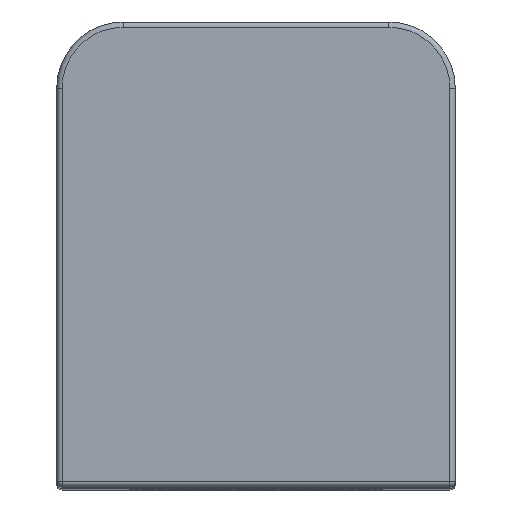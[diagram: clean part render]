
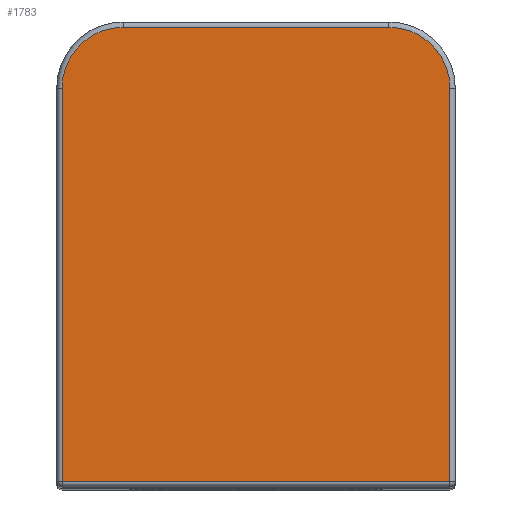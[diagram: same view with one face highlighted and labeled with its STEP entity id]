
A CAD part, top view. The second image highlights one B-rep face of the part: STEP entity #1783.
In plain terms, the highlighted face is planar.
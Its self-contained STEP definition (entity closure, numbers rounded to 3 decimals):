
#1570 = VERTEX_POINT ( 'NONE', #7682 ) ;
#1758 = ORIENTED_EDGE ( 'NONE', *, *, #1760, .T. ) ;
#1759 = EDGE_CURVE ( 'NONE', #1765, #1763, #8058, .T. ) ;
#1760 = EDGE_CURVE ( 'NONE', #1570, #1765, #8073, .T. ) ;
#1761 = VERTEX_POINT ( 'NONE', #8054 ) ;
#1763 = VERTEX_POINT ( 'NONE', #8071 ) ;
#1765 = VERTEX_POINT ( 'NONE', #8053 ) ;
#1766 = ORIENTED_EDGE ( 'NONE', *, *, #1769, .T. ) ;
#1768 = ORIENTED_EDGE ( 'NONE', *, *, #1759, .T. ) ;
#1769 = EDGE_CURVE ( 'NONE', #1763, #1761, #8106, .T. ) ;
#1770 = VERTEX_POINT ( 'NONE', #8050 ) ;
#1771 = ORIENTED_EDGE ( 'NONE', *, *, #1772, .T. ) ;
#1772 = EDGE_CURVE ( 'NONE', #1761, #1770, #8048, .T. ) ;
#1773 = ORIENTED_EDGE ( 'NONE', *, *, #1774, .T. ) ;
#1774 = EDGE_CURVE ( 'NONE', #1770, #1782, #8094, .T. ) ;
#1776 = ORIENTED_EDGE ( 'NONE', *, *, #1781, .T. ) ;
#1781 = EDGE_CURVE ( 'NONE', #1782, #1570, #8107, .T. ) ;
#1782 = VERTEX_POINT ( 'NONE', #8084 ) ;
#1783 = ADVANCED_FACE ( 'NONE', ( #8082 ), #8108, .T. ) ;
#1789 = EDGE_LOOP ( 'NONE', ( #1776, #1758, #1768, #1766, #1771, #1773 ) ) ;
#7682 = CARTESIAN_POINT ( 'NONE',  ( -7.3, 6.25, -15.9 ) ) ;
#8048 = LINE ( 'NONE', #8100, #8099 ) ;
#8050 = CARTESIAN_POINT ( 'NONE',  ( 7.3, -8.55, -15.9 ) ) ;
#8051 = DIRECTION ( 'NONE',  ( -1., 0., 0. ) ) ;
#8052 = DIRECTION ( 'NONE',  ( 0., 0., -1. ) ) ;
#8053 = CARTESIAN_POINT ( 'NONE',  ( -5., 8.55, -15.9 ) ) ;
#8054 = CARTESIAN_POINT ( 'NONE',  ( 7.3, 6.25, -15.9 ) ) ;
#8055 = DIRECTION ( 'NONE',  ( 1., 0., 0. ) ) ;
#8056 = VECTOR ( 'NONE', #8055, 1000. ) ;
#8057 = CARTESIAN_POINT ( 'NONE',  ( 5., 8.55, -15.9 ) ) ;
#8058 = LINE ( 'NONE', #8057, #8056 ) ;
#8059 = CARTESIAN_POINT ( 'NONE',  ( -5., 6.25, -15.9 ) ) ;
#8065 = AXIS2_PLACEMENT_3D ( 'NONE', #8059, #8052, #8051 ) ;
#8071 = CARTESIAN_POINT ( 'NONE',  ( 5., 8.55, -15.9 ) ) ;
#8073 = CIRCLE ( 'NONE', #8065, 2.3 ) ;
#8075 = DIRECTION ( 'NONE',  ( -1., 0., 0. ) ) ;
#8076 = DIRECTION ( 'NONE',  ( 0., 0., -1. ) ) ;
#8077 = CARTESIAN_POINT ( 'NONE',  ( 7.5, 8.75, -15.9 ) ) ;
#8078 = AXIS2_PLACEMENT_3D ( 'NONE', #8077, #8076, #8075 ) ;
#8082 = FACE_OUTER_BOUND ( 'NONE', #1789, .T. ) ;
#8084 = CARTESIAN_POINT ( 'NONE',  ( -7.3, -8.55, -15.9 ) ) ;
#8088 = DIRECTION ( 'NONE',  ( 0., 1., 0. ) ) ;
#8089 = VECTOR ( 'NONE', #8088, 1000. ) ;
#8090 = CARTESIAN_POINT ( 'NONE',  ( -7.3, 6.25, -15.9 ) ) ;
#8091 = DIRECTION ( 'NONE',  ( -1., 0., 0. ) ) ;
#8092 = VECTOR ( 'NONE', #8091, 1000. ) ;
#8093 = CARTESIAN_POINT ( 'NONE',  ( -7.5, -8.55, -15.9 ) ) ;
#8094 = LINE ( 'NONE', #8093, #8092 ) ;
#8098 = DIRECTION ( 'NONE',  ( 0., -1., 0. ) ) ;
#8099 = VECTOR ( 'NONE', #8098, 1000. ) ;
#8100 = CARTESIAN_POINT ( 'NONE',  ( 7.3, -8.75, -15.9 ) ) ;
#8102 = DIRECTION ( 'NONE',  ( -1., 0., 0. ) ) ;
#8103 = DIRECTION ( 'NONE',  ( 0., 0., -1. ) ) ;
#8104 = CARTESIAN_POINT ( 'NONE',  ( 5., 6.25, -15.9 ) ) ;
#8105 = AXIS2_PLACEMENT_3D ( 'NONE', #8104, #8103, #8102 ) ;
#8106 = CIRCLE ( 'NONE', #8105, 2.3 ) ;
#8107 = LINE ( 'NONE', #8090, #8089 ) ;
#8108 = PLANE ( 'NONE',  #8078 ) ;
